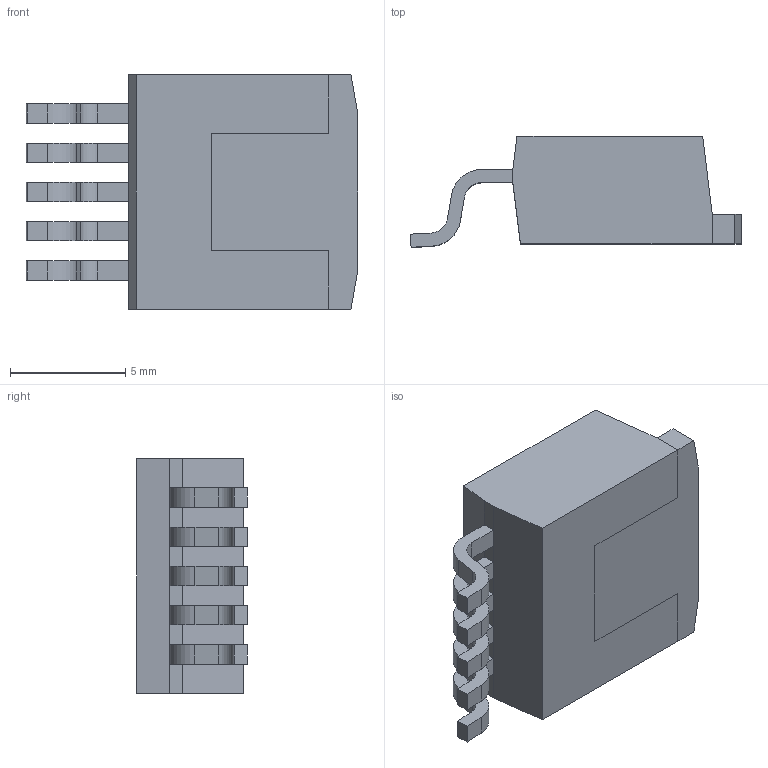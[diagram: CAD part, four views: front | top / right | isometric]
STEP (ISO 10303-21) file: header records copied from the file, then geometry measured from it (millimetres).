
FILE_DESCRIPTION (( 'STEP AP214' ), '1' );
FILE_NAME ('LM2596S-ADJ.STEP', '2023-03-25T02:55:49', ( '' ), ( '' ), 'SwSTEP 2.0', 'SolidWorks 2017', '' );
FILE_SCHEMA (( 'AUTOMOTIVE_DESIGN' ));
Length unit declared in the file: millimetre
Products named in the file (2): LM2596S-ADJ_LM2596S-ADJ; LM2596S-ADJ
Assembly tree (1 placements, depth 2):
  LM2596S-ADJ
    LM2596S-ADJ_LM2596S-ADJ
Bounding box: 14.35 x 4.8 x 10.16 mm (x, y, z)
Volume: 425.9 mm3; surface area: 563.1 mm2
Topology: 8 solids, 8 shells, 103 faces, 256 edges, 170 vertices
Faces by surface type: plane 79, cylinder 24
Entity records: 3171 total; most frequent: CARTESIAN_POINT 533, DIRECTION 518, ORIENTED_EDGE 512, EDGE_CURVE 256, VECTOR 208, LINE 208, VERTEX_POINT 170, AXIS2_PLACEMENT_3D 155
